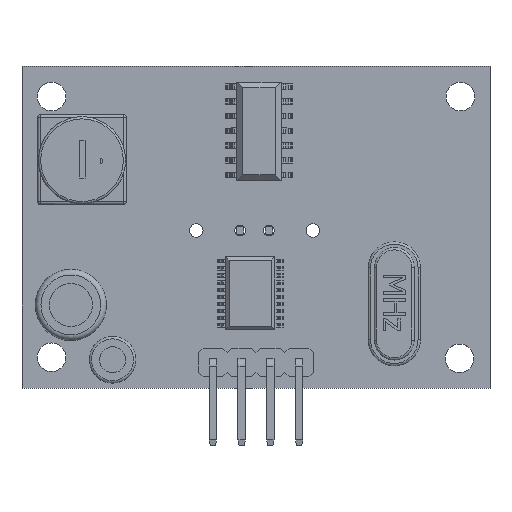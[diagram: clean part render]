
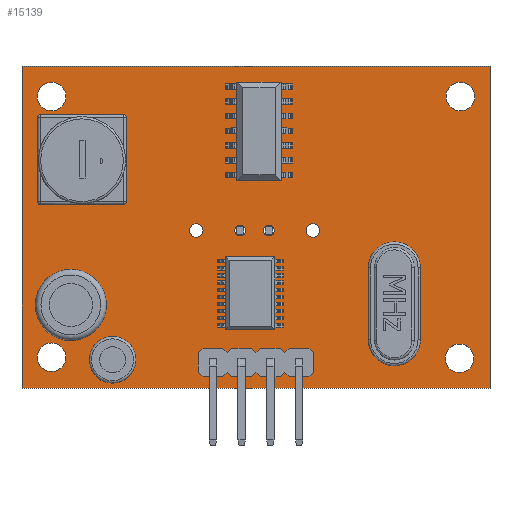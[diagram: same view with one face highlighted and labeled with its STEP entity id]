
A CAD part, top view. The second image highlights one B-rep face of the part: STEP entity #15139.
In plain terms, the highlighted planar face has unit normal (0, 0, 1).
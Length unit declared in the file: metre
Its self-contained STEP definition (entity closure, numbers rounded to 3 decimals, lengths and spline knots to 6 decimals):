
#342=FACE_BOUND('',#1918,.T.);
#343=FACE_BOUND('',#1919,.T.);
#344=FACE_BOUND('',#1920,.T.);
#345=FACE_BOUND('',#1921,.T.);
#346=FACE_BOUND('',#1922,.T.);
#347=FACE_BOUND('',#1923,.T.);
#348=FACE_BOUND('',#1924,.T.);
#349=FACE_BOUND('',#1925,.T.);
#350=FACE_BOUND('',#1926,.T.);
#351=FACE_BOUND('',#1927,.T.);
#352=FACE_BOUND('',#1928,.T.);
#353=FACE_BOUND('',#1929,.T.);
#400=PLANE('',#16115);
#1026=FACE_OUTER_BOUND('',#1917,.T.);
#1917=EDGE_LOOP('',(#10479,#10480,#10481,#10482));
#1918=EDGE_LOOP('',(#10483));
#1919=EDGE_LOOP('',(#10484));
#1920=EDGE_LOOP('',(#10485));
#1921=EDGE_LOOP('',(#10486));
#1922=EDGE_LOOP('',(#10487));
#1923=EDGE_LOOP('',(#10488));
#1924=EDGE_LOOP('',(#10489));
#1925=EDGE_LOOP('',(#10490));
#1926=EDGE_LOOP('',(#10491));
#1927=EDGE_LOOP('',(#10492));
#1928=EDGE_LOOP('',(#10493));
#1929=EDGE_LOOP('',(#10494));
#2860=LINE('',#22114,#4542);
#2863=LINE('',#22120,#4545);
#2866=LINE('',#22126,#4548);
#2869=LINE('',#22130,#4551);
#4542=VECTOR('',#17590,0.01);
#4545=VECTOR('',#17595,0.01);
#4548=VECTOR('',#17600,0.01);
#4551=VECTOR('',#17605,0.01);
#6210=CIRCLE('',#16076,0.0006);
#6212=CIRCLE('',#16079,0.000475);
#6214=CIRCLE('',#16082,0.000475);
#6216=CIRCLE('',#16085,0.0006);
#6219=CIRCLE('',#16089,0.0005);
#6221=CIRCLE('',#16092,0.0005);
#6223=CIRCLE('',#16095,0.0005);
#6225=CIRCLE('',#16098,0.0005);
#6227=CIRCLE('',#16101,0.001265);
#6229=CIRCLE('',#16104,0.001265);
#6231=CIRCLE('',#16107,0.001265);
#6233=CIRCLE('',#16110,0.001265);
#6732=VERTEX_POINT('',#22036);
#6734=VERTEX_POINT('',#22042);
#6736=VERTEX_POINT('',#22048);
#6738=VERTEX_POINT('',#22054);
#6741=VERTEX_POINT('',#22062);
#6743=VERTEX_POINT('',#22068);
#6745=VERTEX_POINT('',#22074);
#6747=VERTEX_POINT('',#22080);
#6749=VERTEX_POINT('',#22086);
#6751=VERTEX_POINT('',#22092);
#6753=VERTEX_POINT('',#22098);
#6755=VERTEX_POINT('',#22104);
#6758=VERTEX_POINT('',#22111);
#6759=VERTEX_POINT('',#22113);
#6761=VERTEX_POINT('',#22119);
#6763=VERTEX_POINT('',#22125);
#8186=EDGE_CURVE('',#6732,#6732,#6210,.T.);
#8189=EDGE_CURVE('',#6734,#6734,#6212,.T.);
#8192=EDGE_CURVE('',#6736,#6736,#6214,.T.);
#8195=EDGE_CURVE('',#6738,#6738,#6216,.T.);
#8200=EDGE_CURVE('',#6741,#6741,#6219,.T.);
#8203=EDGE_CURVE('',#6743,#6743,#6221,.T.);
#8206=EDGE_CURVE('',#6745,#6745,#6223,.T.);
#8209=EDGE_CURVE('',#6747,#6747,#6225,.T.);
#8212=EDGE_CURVE('',#6749,#6749,#6227,.T.);
#8215=EDGE_CURVE('',#6751,#6751,#6229,.T.);
#8218=EDGE_CURVE('',#6753,#6753,#6231,.T.);
#8221=EDGE_CURVE('',#6755,#6755,#6233,.T.);
#8224=EDGE_CURVE('',#6759,#6758,#2860,.T.);
#8227=EDGE_CURVE('',#6761,#6759,#2863,.T.);
#8230=EDGE_CURVE('',#6763,#6761,#2866,.T.);
#8233=EDGE_CURVE('',#6758,#6763,#2869,.T.);
#10479=ORIENTED_EDGE('',*,*,#8233,.T.);
#10480=ORIENTED_EDGE('',*,*,#8230,.T.);
#10481=ORIENTED_EDGE('',*,*,#8227,.T.);
#10482=ORIENTED_EDGE('',*,*,#8224,.T.);
#10483=ORIENTED_EDGE('',*,*,#8186,.T.);
#10484=ORIENTED_EDGE('',*,*,#8189,.T.);
#10485=ORIENTED_EDGE('',*,*,#8192,.T.);
#10486=ORIENTED_EDGE('',*,*,#8195,.T.);
#10487=ORIENTED_EDGE('',*,*,#8200,.T.);
#10488=ORIENTED_EDGE('',*,*,#8203,.T.);
#10489=ORIENTED_EDGE('',*,*,#8206,.T.);
#10490=ORIENTED_EDGE('',*,*,#8209,.T.);
#10491=ORIENTED_EDGE('',*,*,#8212,.T.);
#10492=ORIENTED_EDGE('',*,*,#8215,.T.);
#10493=ORIENTED_EDGE('',*,*,#8218,.T.);
#10494=ORIENTED_EDGE('',*,*,#8221,.T.);
#15139=ADVANCED_FACE('',(#1026,#342,#343,#344,#345,#346,#347,#348,#349,
#350,#351,#352,#353),#400,.T.);
#16076=AXIS2_PLACEMENT_3D('',#22037,#17504,#17505);
#16079=AXIS2_PLACEMENT_3D('',#22043,#17511,#17512);
#16082=AXIS2_PLACEMENT_3D('',#22049,#17518,#17519);
#16085=AXIS2_PLACEMENT_3D('',#22055,#17525,#17526);
#16089=AXIS2_PLACEMENT_3D('',#22064,#17535,#17536);
#16092=AXIS2_PLACEMENT_3D('',#22070,#17542,#17543);
#16095=AXIS2_PLACEMENT_3D('',#22076,#17549,#17550);
#16098=AXIS2_PLACEMENT_3D('',#22082,#17556,#17557);
#16101=AXIS2_PLACEMENT_3D('',#22088,#17563,#17564);
#16104=AXIS2_PLACEMENT_3D('',#22094,#17570,#17571);
#16107=AXIS2_PLACEMENT_3D('',#22100,#17577,#17578);
#16110=AXIS2_PLACEMENT_3D('',#22106,#17584,#17585);
#16115=AXIS2_PLACEMENT_3D('',#22131,#17606,#17607);
#17504=DIRECTION('center_axis',(0.,0.,-1.));
#17505=DIRECTION('ref_axis',(-1.,0.,0.));
#17511=DIRECTION('center_axis',(0.,0.,-1.));
#17512=DIRECTION('ref_axis',(-1.,0.,0.));
#17518=DIRECTION('center_axis',(0.,0.,-1.));
#17519=DIRECTION('ref_axis',(-1.,0.,0.));
#17525=DIRECTION('center_axis',(0.,0.,-1.));
#17526=DIRECTION('ref_axis',(-1.,0.,0.));
#17535=DIRECTION('center_axis',(0.,0.,-1.));
#17536=DIRECTION('ref_axis',(1.,0.,0.));
#17542=DIRECTION('center_axis',(0.,0.,-1.));
#17543=DIRECTION('ref_axis',(1.,0.,0.));
#17549=DIRECTION('center_axis',(0.,0.,-1.));
#17550=DIRECTION('ref_axis',(1.,0.,0.));
#17556=DIRECTION('center_axis',(0.,0.,-1.));
#17557=DIRECTION('ref_axis',(1.,0.,0.));
#17563=DIRECTION('center_axis',(0.,0.,-1.));
#17564=DIRECTION('ref_axis',(-1.,0.,0.));
#17570=DIRECTION('center_axis',(0.,0.,-1.));
#17571=DIRECTION('ref_axis',(-1.,0.,0.));
#17577=DIRECTION('center_axis',(0.,0.,-1.));
#17578=DIRECTION('ref_axis',(-1.,0.,0.));
#17584=DIRECTION('center_axis',(0.,0.,-1.));
#17585=DIRECTION('ref_axis',(-1.,0.,0.));
#17590=DIRECTION('',(0.,-1.,0.));
#17595=DIRECTION('',(-1.,0.,0.));
#17600=DIRECTION('',(0.,1.,0.));
#17605=DIRECTION('',(1.,0.,0.));
#17606=DIRECTION('center_axis',(0.,0.,1.));
#17607=DIRECTION('ref_axis',(1.,0.,0.));
#22036=CARTESIAN_POINT('',(0.026302,0.013931,0.0012));
#22037=CARTESIAN_POINT('Origin',(0.025702,0.013931,
0.0012));
#22042=CARTESIAN_POINT('',(0.019757,0.013931,0.0012));
#22043=CARTESIAN_POINT('Origin',(0.019282,0.013931,0.0012));
#22048=CARTESIAN_POINT('',(0.022297,0.013931,0.0012));
#22049=CARTESIAN_POINT('Origin',(0.021822,0.013931,0.0012));
#22054=CARTESIAN_POINT('',(0.016002,0.013931,0.0012));
#22055=CARTESIAN_POINT('Origin',(0.015402,0.013931,0.0012));
#22062=CARTESIAN_POINT('',(0.018924,0.002276,0.0012));
#22064=CARTESIAN_POINT('Origin',(0.019424,0.002276,0.0012));
#22068=CARTESIAN_POINT('',(0.023986,0.002276,0.0012));
#22070=CARTESIAN_POINT('Origin',(0.024486,0.002276,0.0012));
#22074=CARTESIAN_POINT('',(0.021459,0.002276,0.0012));
#22076=CARTESIAN_POINT('Origin',(0.021959,0.002276,0.0012));
#22080=CARTESIAN_POINT('',(0.016362,0.002276,0.0012));
#22082=CARTESIAN_POINT('Origin',(0.016862,0.002276,0.0012));
#22086=CARTESIAN_POINT('',(0.00388,0.025775,0.0012));
#22088=CARTESIAN_POINT('Origin',(0.002615,0.025775,0.0012));
#22092=CARTESIAN_POINT('',(0.04001,0.025775,0.0012));
#22094=CARTESIAN_POINT('Origin',(0.038745,0.025775,0.0012));
#22098=CARTESIAN_POINT('',(0.03993,0.002635,0.0012));
#22100=CARTESIAN_POINT('Origin',(0.038665,0.002635,0.0012));
#22104=CARTESIAN_POINT('',(0.00388,0.002735,0.0012));
#22106=CARTESIAN_POINT('Origin',(0.002615,0.002735,0.0012));
#22111=CARTESIAN_POINT('',(0.,0.,0.0012));
#22113=CARTESIAN_POINT('',(0.,0.02844,0.0012));
#22114=CARTESIAN_POINT('',(0.,0.02844,0.0012));
#22119=CARTESIAN_POINT('',(0.04136,0.02844,0.0012));
#22120=CARTESIAN_POINT('',(0.04136,0.02844,0.0012));
#22125=CARTESIAN_POINT('',(0.04136,0.,0.0012));
#22126=CARTESIAN_POINT('',(0.04136,0.,0.0012));
#22130=CARTESIAN_POINT('',(0.,0.,0.0012));
#22131=CARTESIAN_POINT('Origin',(0.02068,0.01422,0.0012));
